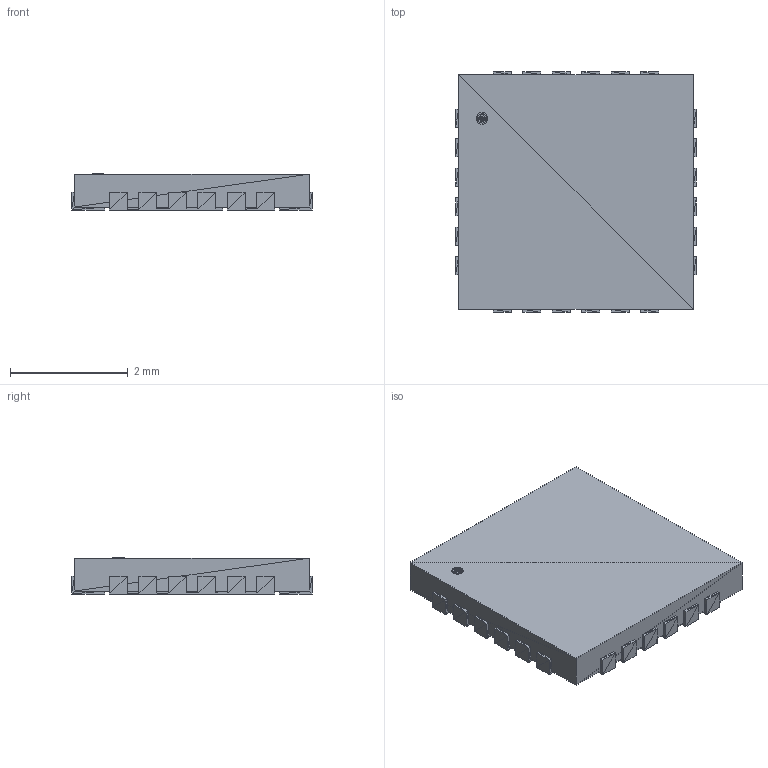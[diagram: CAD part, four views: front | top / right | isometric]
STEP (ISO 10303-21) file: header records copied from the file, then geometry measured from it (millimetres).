
FILE_DESCRIPTION(('STEP AP214'),'1');
FILE_NAME('UTQFN-24_PF-M','2017-03-06T14:51:33',(''),(''),'','','');
FILE_SCHEMA(('AUTOMOTIVE_DESIGN'));
Length unit declared in the file: millimetre
Products named in the file (1): product
Bounding box: 4.09 x 4.09 x 0.61 mm (x, y, z)
Surface area: 68.2 mm2 (no closed solid volume)
Topology: 0 solids, 644 shells, 644 faces, 1932 edges, 1932 vertices
Faces by surface type: plane 644
Entity records: 21311 total; most frequent: CARTESIAN_POINT 4509, DIRECTION 3222, ORIENTED_EDGE 1932, EDGE_CURVE 1932, VERTEX_POINT 1932, LINE 1932, VECTOR 1932, AXIS2_PLACEMENT_3D 645
